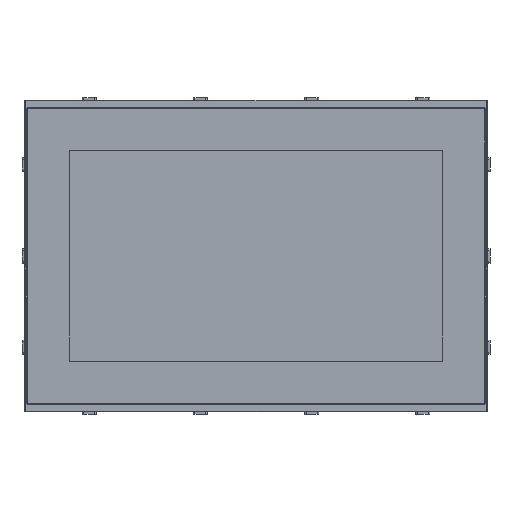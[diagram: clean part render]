
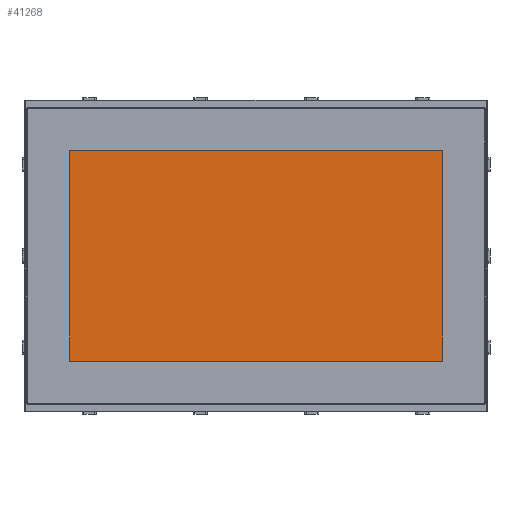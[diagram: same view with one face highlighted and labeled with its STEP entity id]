
A CAD part, top view. The second image highlights one B-rep face of the part: STEP entity #41268.
In plain terms, the highlighted face is planar.
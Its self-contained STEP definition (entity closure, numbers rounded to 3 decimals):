
#2638=FACE_OUTER_BOUND('',#4903,.T.);
#4903=EDGE_LOOP('',(#31858,#31859,#31860,#31861));
#9206=LINE('',#65034,#13697);
#9210=LINE('',#65041,#13701);
#9213=LINE('',#65047,#13704);
#9215=LINE('',#65050,#13706);
#13697=VECTOR('',#49379,10.);
#13701=VECTOR('',#49385,10.);
#13704=VECTOR('',#49390,10.);
#13706=VECTOR('',#49394,10.);
#17859=VERTEX_POINT('',#65031);
#17860=VERTEX_POINT('',#65033);
#17862=VERTEX_POINT('',#65039);
#17864=VERTEX_POINT('',#65045);
#22737=EDGE_CURVE('',#17859,#17860,#9206,.T.);
#22741=EDGE_CURVE('',#17862,#17859,#9210,.T.);
#22744=EDGE_CURVE('',#17864,#17862,#9213,.T.);
#22746=EDGE_CURVE('',#17860,#17864,#9215,.T.);
#31858=ORIENTED_EDGE('',*,*,#22746,.F.);
#31859=ORIENTED_EDGE('',*,*,#22737,.F.);
#31860=ORIENTED_EDGE('',*,*,#22741,.F.);
#31861=ORIENTED_EDGE('',*,*,#22744,.F.);
#37212=PLANE('',#43422);
#41268=ADVANCED_FACE('',(#2638),#37212,.F.);
#43422=AXIS2_PLACEMENT_3D('',#65051,#49395,#49396);
#49379=DIRECTION('',(1.,0.,0.));
#49385=DIRECTION('',(0.,-1.,0.));
#49390=DIRECTION('',(-1.,0.,0.));
#49394=DIRECTION('',(0.,1.,0.));
#49395=DIRECTION('center_axis',(0.,0.,
1.));
#49396=DIRECTION('ref_axis',(1.,0.,0.));
#65031=CARTESIAN_POINT('',(-265.002,-102.562,-39.94));
#65033=CARTESIAN_POINT('',(80.498,-102.562,-39.94));
#65034=CARTESIAN_POINT('',(80.498,-102.562,-39.94));
#65039=CARTESIAN_POINT('',(-265.003,92.438,-39.94));
#65041=CARTESIAN_POINT('',(-265.002,-102.562,-39.94));
#65045=CARTESIAN_POINT('',(80.498,92.438,-39.94));
#65047=CARTESIAN_POINT('',(-265.003,92.438,-39.94));
#65050=CARTESIAN_POINT('',(80.498,92.438,-39.94));
#65051=CARTESIAN_POINT('Origin',(-92.252,-5.062,-39.94));
